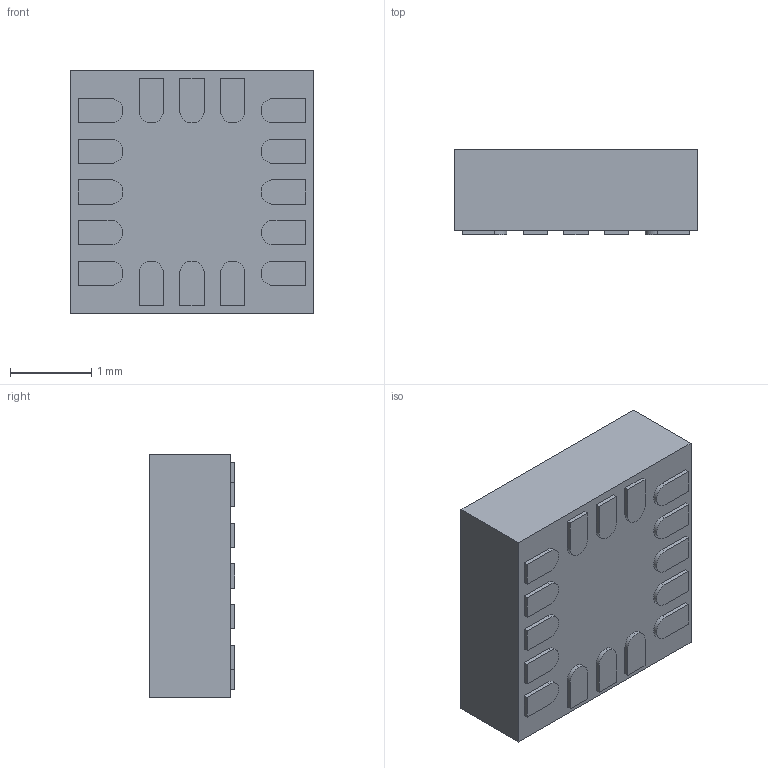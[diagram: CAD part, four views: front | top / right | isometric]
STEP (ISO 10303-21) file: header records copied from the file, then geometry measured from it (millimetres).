
FILE_DESCRIPTION (( 'STEP AP214' ), '1' );
FILE_NAME ('User Library-QFN-16_5x3.STEP', '2020-06-26T07:18:40', ( '' ), ( '' ), 'SwSTEP 2.0', 'SolidWorks 2019', '' );
FILE_SCHEMA (( 'AUTOMOTIVE_DESIGN' ));
Length unit declared in the file: millimetre
Products named in the file (1): User Library-QFN-16_5x3
Bounding box: 3 x 1.05 x 3 mm (x, y, z)
Volume: 9.1 mm3; surface area: 36.4 mm2
Topology: 17 solids, 17 shells, 110 faces, 223 edges, 148 vertices
Faces by surface type: plane 87, cylinder 21, torus 2
Entity records: 3090 total; most frequent: DIRECTION 491, CARTESIAN_POINT 482, ORIENTED_EDGE 446, EDGE_CURVE 223, LINE 177, VECTOR 177, AXIS2_PLACEMENT_3D 157, VERTEX_POINT 148
